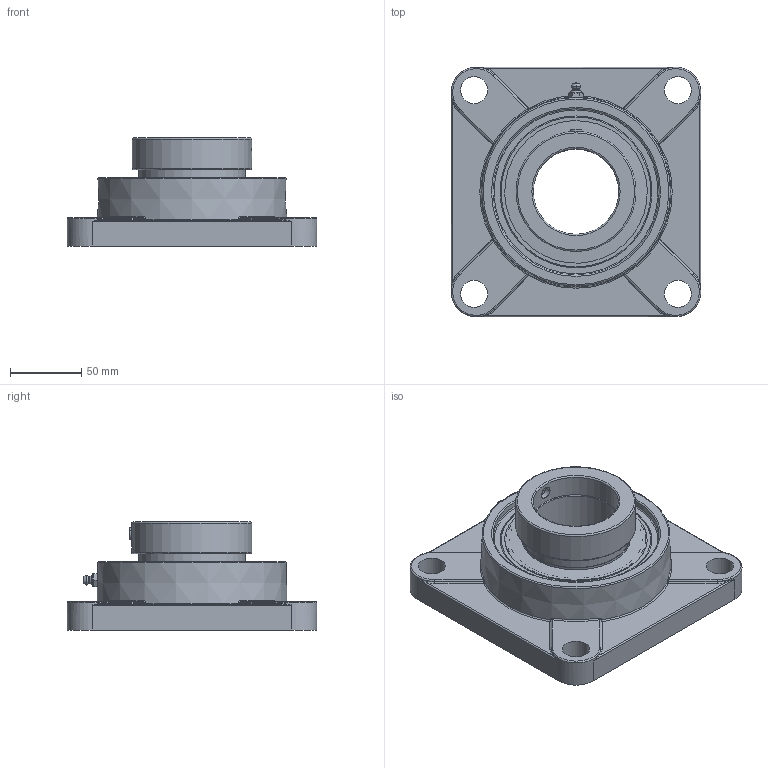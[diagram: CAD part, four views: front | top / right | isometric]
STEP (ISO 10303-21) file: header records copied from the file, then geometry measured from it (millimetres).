
FILE_DESCRIPTION(('HOOPS Exchange Step'),'2;1');
FILE_NAME('export-90380741-1DB5-4E7E-8C35-CA2E0D597731.stp','2019-12-12T15:31:06-08:00',('ibuslach'),('Alibre'),'HOOPS Exchange 2019.2','Alibre','Unknown authorisation');
FILE_SCHEMA( ('AP242_MANAGED_MODEL_BASED_3D_ENGINEERING_MIM_LF {1 0 10303 442 1 1 4 }') );
Length unit declared in the file: centimetre
Products named in the file (8): MRN SF 212; UCP ZERK 6mm; SNC 212 SHIELD; SNC 212 COLLAR; SNC 212 RACES; SNC 211 SS; MRN SNC 212; MRN SNCF 212
Assembly tree (8 placements, depth 3):
  MRN SNCF 212
    MRN SF 212
    UCP ZERK 6mm
    MRN SNC 212
      SNC 212 SHIELD  x2
      SNC 212 COLLAR
      SNC 212 RACES
      SNC 211 SS
Bounding box: 175 x 175 x 75.8 mm (x, y, z)
Volume: 664772.4 mm3; surface area: 167460.5 mm2
Topology: 8 solids, 8 shells, 237 faces, 600 edges, 358 vertices
Faces by surface type: cylinder 68, plane 61, torus 42, bspline 28, sphere 19, cone 19
Full cylindrical faces by diameter (mm): 2.264 x2, 6 x2, 8.382 x3, 19 x4, 60 x2, 72.034 x2, 74.93 x2, 75.565 x2, 76.327 x2, 84.201 x1, 93.935 x2, 100.076 x2, 116.84 x1, 119.38 x1
Entity records: 11942 total; most frequent: CARTESIAN_POINT 6311, DIRECTION 1206, ORIENTED_EDGE 1110, EDGE_CURVE 555, AXIS2_PLACEMENT_3D 522, VERTEX_POINT 344, CIRCLE 296, EDGE_LOOP 261
